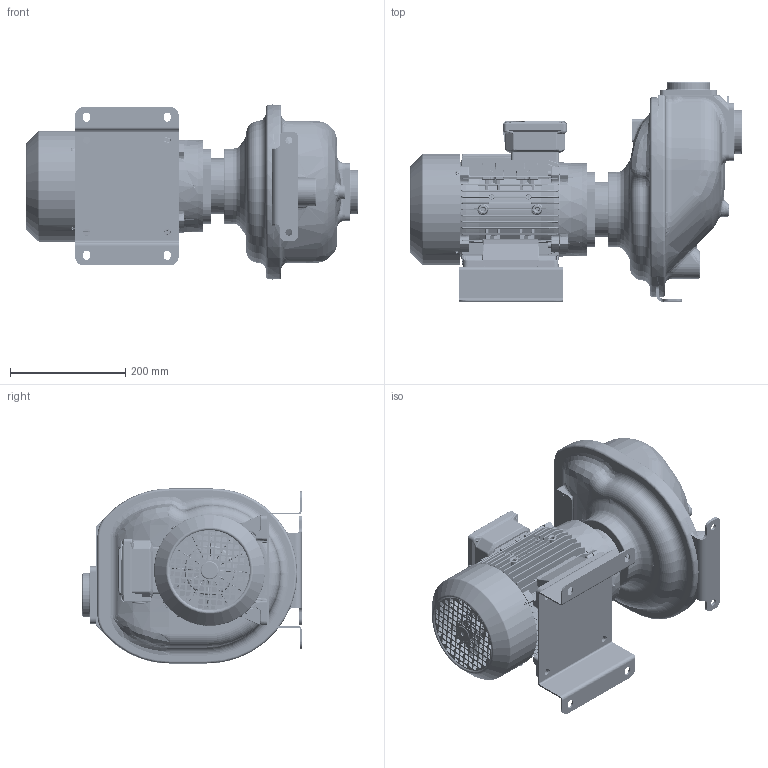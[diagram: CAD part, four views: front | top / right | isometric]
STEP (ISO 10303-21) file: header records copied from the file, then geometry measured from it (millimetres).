
FILE_DESCRIPTION((''),'2;1');
FILE_NAME('S_62_K_T','2023-06-30T16:21:17',('ax'),(''),'CREO PARAMETRIC BY PTC INC, 2023014','CREO PARAMETRIC BY PTC INC, 2023014','');
FILE_SCHEMA(('CONFIG_CONTROL_DESIGN'));
Products named in the file (1): S_62_K_T
Bounding box: 576.75 x 381 x 304.09 mm (x, y, z)
Volume: 17811172.3 mm3; surface area: 1179172.9 mm2
Topology: 2 solids, 2 shells, 6537 faces, 17381 edges, 10783 vertices
Faces by surface type: plane 2047, cylinder 2038, bspline 1339, cone 650, torus 314, extrusion 85, sphere 64
Entity records: 329347 total; most frequent: CARTESIAN_POINT 180843, ORIENTED_EDGE 34392, DIRECTION 25860, EDGE_CURVE 17196, VERTEX_POINT 10777, AXIS2_PLACEMENT_3D 9587, EDGE_LOOP 6963, VECTOR 6686
